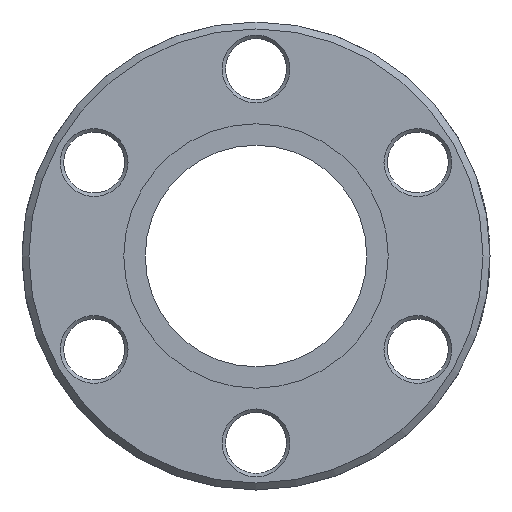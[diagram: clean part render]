
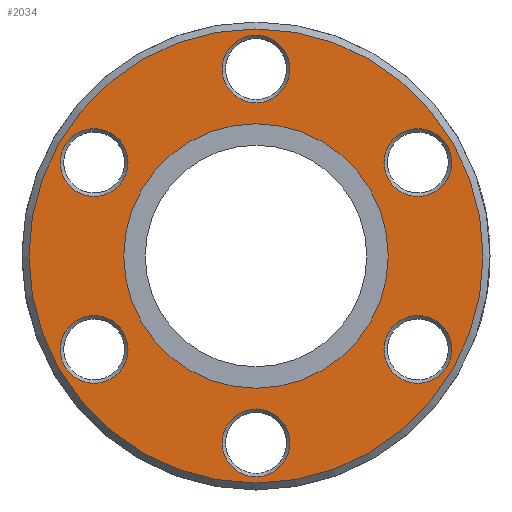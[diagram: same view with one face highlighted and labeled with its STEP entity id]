
A CAD part, front view. The second image highlights one B-rep face of the part: STEP entity #2034.
In plain terms, the highlighted planar face has unit normal (0, -1, 0).
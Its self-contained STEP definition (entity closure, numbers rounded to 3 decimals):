
#415=PLANE('',#2183);
#463=FACE_BOUND('',#642,.T.);
#464=FACE_BOUND('',#643,.T.);
#465=FACE_BOUND('',#644,.T.);
#466=FACE_BOUND('',#645,.T.);
#467=FACE_BOUND('',#646,.T.);
#468=FACE_BOUND('',#647,.T.);
#469=FACE_BOUND('',#648,.T.);
#513=FACE_OUTER_BOUND('',#641,.T.);
#641=EDGE_LOOP('',(#1412));
#642=EDGE_LOOP('',(#1413));
#643=EDGE_LOOP('',(#1414));
#644=EDGE_LOOP('',(#1415));
#645=EDGE_LOOP('',(#1416));
#646=EDGE_LOOP('',(#1417));
#647=EDGE_LOOP('',(#1418));
#648=EDGE_LOOP('',(#1419));
#816=CIRCLE('',#2181,16.4);
#818=CIRCLE('',#2184,2.45);
#819=CIRCLE('',#2185,2.45);
#820=CIRCLE('',#2186,2.45);
#821=CIRCLE('',#2187,9.55);
#822=CIRCLE('',#2188,2.45);
#823=CIRCLE('',#2189,2.45);
#824=CIRCLE('',#2190,2.45);
#893=VERTEX_POINT('',#2856);
#895=VERTEX_POINT('',#2861);
#896=VERTEX_POINT('',#2863);
#897=VERTEX_POINT('',#2865);
#898=VERTEX_POINT('',#2867);
#899=VERTEX_POINT('',#2869);
#900=VERTEX_POINT('',#2871);
#901=VERTEX_POINT('',#2873);
#1107=EDGE_CURVE('',#893,#893,#816,.T.);
#1109=EDGE_CURVE('',#895,#895,#818,.T.);
#1110=EDGE_CURVE('',#896,#896,#819,.T.);
#1111=EDGE_CURVE('',#897,#897,#820,.T.);
#1112=EDGE_CURVE('',#898,#898,#821,.T.);
#1113=EDGE_CURVE('',#899,#899,#822,.T.);
#1114=EDGE_CURVE('',#900,#900,#823,.T.);
#1115=EDGE_CURVE('',#901,#901,#824,.T.);
#1412=ORIENTED_EDGE('',*,*,#1107,.F.);
#1413=ORIENTED_EDGE('',*,*,#1109,.F.);
#1414=ORIENTED_EDGE('',*,*,#1110,.F.);
#1415=ORIENTED_EDGE('',*,*,#1111,.F.);
#1416=ORIENTED_EDGE('',*,*,#1112,.T.);
#1417=ORIENTED_EDGE('',*,*,#1113,.F.);
#1418=ORIENTED_EDGE('',*,*,#1114,.F.);
#1419=ORIENTED_EDGE('',*,*,#1115,.F.);
#2034=ADVANCED_FACE('',(#513,#463,#464,#465,#466,#467,#468,#469),#415,.T.);
#2181=AXIS2_PLACEMENT_3D('',#2857,#2371,#2372);
#2183=AXIS2_PLACEMENT_3D('',#2860,#2375,#2376);
#2184=AXIS2_PLACEMENT_3D('',#2862,#2377,#2378);
#2185=AXIS2_PLACEMENT_3D('',#2864,#2379,#2380);
#2186=AXIS2_PLACEMENT_3D('',#2866,#2381,#2382);
#2187=AXIS2_PLACEMENT_3D('',#2868,#2383,#2384);
#2188=AXIS2_PLACEMENT_3D('',#2870,#2385,#2386);
#2189=AXIS2_PLACEMENT_3D('',#2872,#2387,#2388);
#2190=AXIS2_PLACEMENT_3D('',#2874,#2389,#2390);
#2371=DIRECTION('center_axis',(0.,1.,0.));
#2372=DIRECTION('ref_axis',(1.,0.,0.));
#2375=DIRECTION('center_axis',(0.,-1.,0.));
#2376=DIRECTION('ref_axis',(0.,0.,-1.));
#2377=DIRECTION('center_axis',(0.,-1.,0.));
#2378=DIRECTION('ref_axis',(0.5,0.,0.866));
#2379=DIRECTION('center_axis',(0.,-1.,0.));
#2380=DIRECTION('ref_axis',(-1.,0.,0.));
#2381=DIRECTION('center_axis',(0.,-1.,0.));
#2382=DIRECTION('ref_axis',(0.5,0.,-0.866));
#2383=DIRECTION('center_axis',(0.,1.,0.));
#2384=DIRECTION('ref_axis',(1.,0.,0.));
#2385=DIRECTION('center_axis',(0.,-1.,0.));
#2386=DIRECTION('ref_axis',(1.,0.,0.));
#2387=DIRECTION('center_axis',(0.,-1.,0.));
#2388=DIRECTION('ref_axis',(-0.5,0.,-0.866));
#2389=DIRECTION('center_axis',(0.,-1.,0.));
#2390=DIRECTION('ref_axis',(-0.5,0.,0.866));
#2856=CARTESIAN_POINT('',(-16.4,0.,0.));
#2857=CARTESIAN_POINT('Origin',(0.,0.,0.));
#2860=CARTESIAN_POINT('Origin',(-16.9,0.,0.));
#2861=CARTESIAN_POINT('',(10.466,0.,-8.872));
#2862=CARTESIAN_POINT('Origin',(11.691,0.,-6.75));
#2863=CARTESIAN_POINT('',(2.45,0.,13.5));
#2864=CARTESIAN_POINT('Origin',(0.,0.,
13.5));
#2865=CARTESIAN_POINT('',(-12.916,0.,-4.628));
#2866=CARTESIAN_POINT('Origin',(-11.691,0.,
-6.75));
#2867=CARTESIAN_POINT('',(-9.55,0.,0.));
#2868=CARTESIAN_POINT('Origin',(0.,0.,0.));
#2869=CARTESIAN_POINT('',(-2.45,0.,-13.5));
#2870=CARTESIAN_POINT('Origin',(0.,0.,-13.5));
#2871=CARTESIAN_POINT('',(-10.466,0.,8.872));
#2872=CARTESIAN_POINT('Origin',(-11.691,0.,
6.75));
#2873=CARTESIAN_POINT('',(12.916,0.,4.628));
#2874=CARTESIAN_POINT('Origin',(11.691,0.,6.75));
